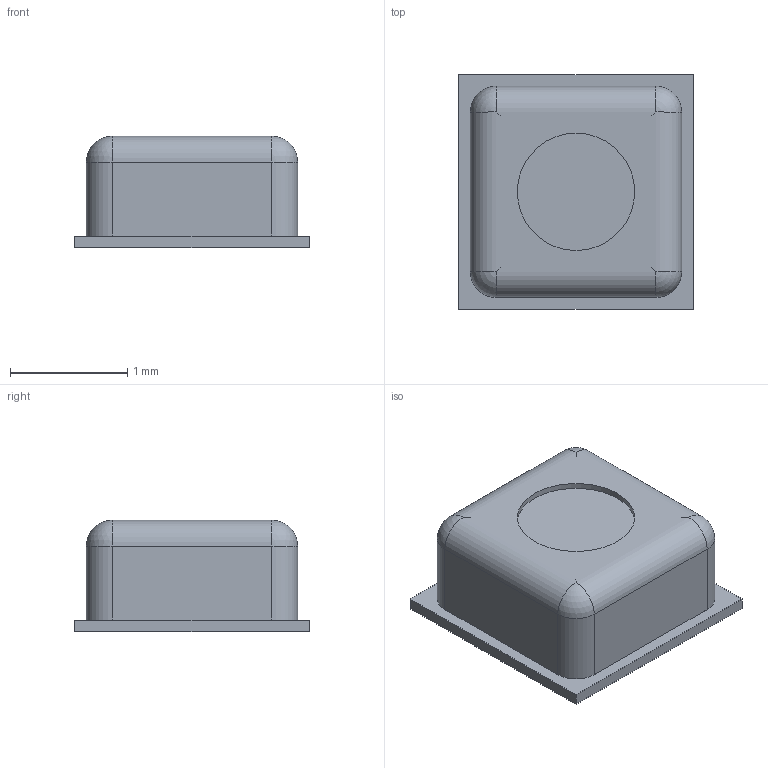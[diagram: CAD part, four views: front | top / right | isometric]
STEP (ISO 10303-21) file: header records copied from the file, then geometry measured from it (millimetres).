
FILE_DESCRIPTION(('FreeCAD Model'),'2;1');
FILE_NAME('Open CASCADE Shape Model','2022-04-19T00:19:45',('Author'),( ''),'Open CASCADE STEP processor 7.4','FreeCAD','Unknown');
FILE_SCHEMA(('AUTOMOTIVE_DESIGN { 1 0 10303 214 1 1 1 1 }'));
Length unit declared in the file: millimetre
Products named in the file (4): bmp384; cube; Group; difference
Assembly tree (3 placements, depth 2):
  bmp384
    cube
    Group
    difference
Bounding box: 2 x 2 x 0.95 mm (x, y, z)
Volume: 3.4 mm3; surface area: 30.2 mm2
Topology: 3 solids, 3 shells, 58 faces, 120 edges, 63 vertices
Faces by surface type: plane 41, cylinder 13, sphere 4
Full cylindrical faces by diameter (mm): 1 x1
Entity records: 3182 total; most frequent: CARTESIAN_POINT 685, DIRECTION 461, ORIENTED_EDGE 232, PCURVE 232, DEFINITIONAL_REPRESENTATION 232, LINE 225, VECTOR 225, EDGE_CURVE 116
